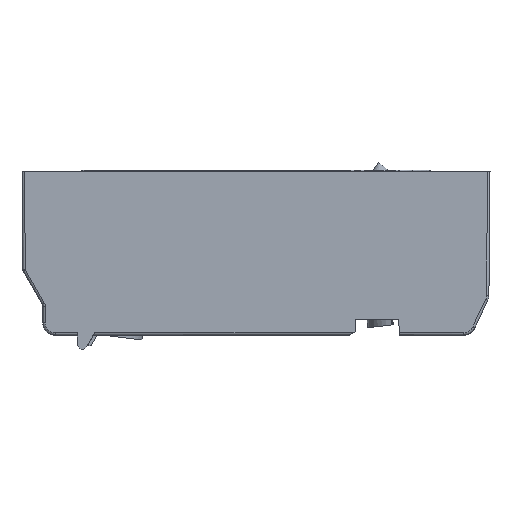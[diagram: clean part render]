
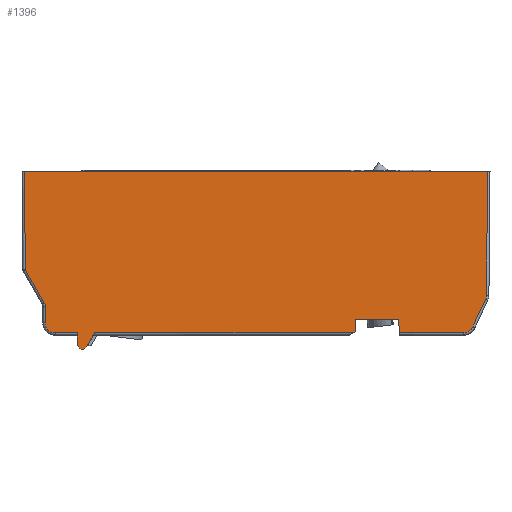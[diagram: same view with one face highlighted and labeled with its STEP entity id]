
A CAD part, left-side view. The second image highlights one B-rep face of the part: STEP entity #1396.
In plain terms, the highlighted planar face has unit normal (-1, 0, -0.009).
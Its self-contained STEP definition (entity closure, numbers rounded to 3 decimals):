
#486=PLANE('',#13884);
#1396=ADVANCED_FACE('',(#2222),#486,.T.);
#2222=FACE_OUTER_BOUND('',#2901,.T.);
#2901=EDGE_LOOP('',(#5654,#5655,#5656,#5657,#5658,#5659,#5660,#5661,#5662,
#5663,#5664,#5665,#5666,#5667,#5668,#5669,#5670,#5671,#5672,#5673,#5674,
#5675,#5676));
#3619=ELLIPSE('',#13664,0.8,0.8);
#3620=ELLIPSE('',#13668,0.8,0.8);
#3625=ELLIPSE('',#13678,0.1,0.1);
#3682=ELLIPSE('',#13882,0.5,0.5);
#3683=ELLIPSE('',#13883,0.8,0.8);
#5654=ORIENTED_EDGE('',*,*,#9668,.T.);
#5655=ORIENTED_EDGE('',*,*,#9670,.T.);
#5656=ORIENTED_EDGE('',*,*,#10144,.F.);
#5657=ORIENTED_EDGE('',*,*,#9679,.T.);
#5658=ORIENTED_EDGE('',*,*,#9681,.T.);
#5659=ORIENTED_EDGE('',*,*,#9684,.T.);
#5660=ORIENTED_EDGE('',*,*,#10145,.T.);
#5661=ORIENTED_EDGE('',*,*,#9688,.T.);
#5662=ORIENTED_EDGE('',*,*,#10146,.T.);
#5663=ORIENTED_EDGE('',*,*,#9448,.T.);
#5664=ORIENTED_EDGE('',*,*,#9848,.T.);
#5665=ORIENTED_EDGE('',*,*,#9824,.T.);
#5666=ORIENTED_EDGE('',*,*,#9828,.T.);
#5667=ORIENTED_EDGE('',*,*,#9831,.T.);
#5668=ORIENTED_EDGE('',*,*,#9853,.T.);
#5669=ORIENTED_EDGE('',*,*,#9675,.T.);
#5670=ORIENTED_EDGE('',*,*,#10147,.T.);
#5671=ORIENTED_EDGE('',*,*,#10148,.T.);
#5672=ORIENTED_EDGE('',*,*,#10149,.T.);
#5673=ORIENTED_EDGE('',*,*,#10150,.T.);
#5674=ORIENTED_EDGE('',*,*,#9660,.T.);
#5675=ORIENTED_EDGE('',*,*,#9663,.T.);
#5676=ORIENTED_EDGE('',*,*,#9666,.T.);
#7895=VERTEX_POINT('',#20369);
#7898=VERTEX_POINT('',#20374);
#8096=VERTEX_POINT('',#21231);
#8098=VERTEX_POINT('',#21235);
#8100=VERTEX_POINT('',#21241);
#8101=VERTEX_POINT('',#21257);
#8102=VERTEX_POINT('',#21261);
#8103=VERTEX_POINT('',#21276);
#8106=VERTEX_POINT('',#21283);
#8108=VERTEX_POINT('',#21287);
#8110=VERTEX_POINT('',#21292);
#8111=VERTEX_POINT('',#21295);
#8112=VERTEX_POINT('',#21299);
#8114=VERTEX_POINT('',#21316);
#8115=VERTEX_POINT('',#21320);
#8117=VERTEX_POINT('',#21324);
#8225=VERTEX_POINT('',#21600);
#8226=VERTEX_POINT('',#21601);
#8229=VERTEX_POINT('',#21609);
#8231=VERTEX_POINT('',#21615);
#8466=VERTEX_POINT('',#22496);
#8467=VERTEX_POINT('',#22498);
#8468=VERTEX_POINT('',#22500);
#9448=EDGE_CURVE('',#7895,#7898,#11159,.T.);
#9660=EDGE_CURVE('',#8096,#8098,#11265,.T.);
#9663=EDGE_CURVE('',#8098,#8100,#3619,.T.);
#9666=EDGE_CURVE('',#8100,#8101,#11267,.T.);
#9668=EDGE_CURVE('',#8101,#8102,#3620,.T.);
#9670=EDGE_CURVE('',#8102,#8103,#11268,.T.);
#9675=EDGE_CURVE('',#8106,#8108,#11271,.T.);
#9679=EDGE_CURVE('',#8110,#8111,#11273,.T.);
#9681=EDGE_CURVE('',#8111,#8112,#3625,.T.);
#9684=EDGE_CURVE('',#8112,#8114,#11275,.T.);
#9688=EDGE_CURVE('',#8115,#8117,#11277,.T.);
#9824=EDGE_CURVE('',#8225,#8226,#11382,.T.);
#9828=EDGE_CURVE('',#8226,#8229,#11386,.T.);
#9831=EDGE_CURVE('',#8229,#8231,#11389,.T.);
#9848=EDGE_CURVE('',#7898,#8225,#11406,.T.);
#9853=EDGE_CURVE('',#8231,#8106,#11411,.T.);
#10144=EDGE_CURVE('',#8110,#8103,#11609,.T.);
#10145=EDGE_CURVE('',#8114,#8115,#3682,.T.);
#10146=EDGE_CURVE('',#8117,#7895,#3683,.T.);
#10147=EDGE_CURVE('',#8108,#8466,#11610,.T.);
#10148=EDGE_CURVE('',#8466,#8467,#11611,.T.);
#10149=EDGE_CURVE('',#8467,#8468,#11612,.T.);
#10150=EDGE_CURVE('',#8468,#8096,#11613,.T.);
#11159=LINE('',#20375,#12261);
#11265=LINE('',#21236,#12367);
#11267=LINE('',#21258,#12369);
#11268=LINE('',#21278,#12370);
#11271=LINE('',#21288,#12373);
#11273=LINE('',#21296,#12375);
#11275=LINE('',#21317,#12377);
#11277=LINE('',#21325,#12379);
#11382=LINE('',#21599,#12484);
#11386=LINE('',#21608,#12488);
#11389=LINE('',#21614,#12491);
#11406=LINE('',#21648,#12508);
#11411=LINE('',#21657,#12513);
#11609=LINE('',#22492,#12711);
#11610=LINE('',#22495,#12712);
#11611=LINE('',#22497,#12713);
#11612=LINE('',#22499,#12714);
#11613=LINE('',#22501,#12715);
#12261=VECTOR('',#15448,1.);
#12367=VECTOR('',#15782,1.);
#12369=VECTOR('',#15794,1.);
#12370=VECTOR('',#15803,1.);
#12373=VECTOR('',#15812,1.);
#12375=VECTOR('',#15820,1.);
#12377=VECTOR('',#15830,1.);
#12379=VECTOR('',#15838,1.);
#12484=VECTOR('',#16043,1.);
#12488=VECTOR('',#16049,1.);
#12491=VECTOR('',#16054,1.);
#12508=VECTOR('',#16085,1.);
#12513=VECTOR('',#16094,1.);
#12711=VECTOR('',#16568,1.);
#12712=VECTOR('',#16573,1.);
#12713=VECTOR('',#16574,1.);
#12714=VECTOR('',#16575,1.);
#12715=VECTOR('',#16576,1.);
#13664=AXIS2_PLACEMENT_3D('',#21242,#15789,#15790);
#13668=AXIS2_PLACEMENT_3D('',#21262,#15799,#15800);
#13678=AXIS2_PLACEMENT_3D('',#21300,#15825,#15826);
#13882=AXIS2_PLACEMENT_3D('',#22493,#16569,#16570);
#13883=AXIS2_PLACEMENT_3D('',#22494,#16571,#16572);
#13884=AXIS2_PLACEMENT_3D('',#22502,#16577,#16578);
#15448=DIRECTION('',(0.,-1.,0.));
#15782=DIRECTION('',(0.,-1.,0.));
#15789=DIRECTION('',(-1.,0.,-0.009));
#15790=DIRECTION('',(0.009,0.,-1.));
#15794=DIRECTION('',(-0.008,-0.423,0.906));
#15799=DIRECTION('',(-1.,0.,-0.009));
#15800=DIRECTION('',(-0.009,0.,1.));
#15803=DIRECTION('',(-0.009,-0.009,1.));
#15812=DIRECTION('',(0.,-1.,0.));
#15820=DIRECTION('',(0.009,-0.009,-1.));
#15825=DIRECTION('',(-1.,0.,-0.009));
#15826=DIRECTION('',(0.009,0.,-1.));
#15830=DIRECTION('',(0.008,-0.5,-0.866));
#15838=DIRECTION('',(0.009,0.,-1.));
#16043=DIRECTION('',(0.006,-0.707,-0.707));
#16049=DIRECTION('',(0.,-1.,0.));
#16054=DIRECTION('',(-0.006,-0.707,0.707));
#16085=DIRECTION('',(0.009,0.,-1.));
#16094=DIRECTION('',(-0.008,-0.5,0.866));
#16568=DIRECTION('',(0.,-1.,0.));
#16569=DIRECTION('',(1.,0.,0.009));
#16570=DIRECTION('',(0.009,0.,-1.));
#16571=DIRECTION('',(-1.,0.,-0.009));
#16572=DIRECTION('',(-0.009,0.,1.));
#16573=DIRECTION('',(-0.004,-0.866,0.5));
#16574=DIRECTION('',(-0.009,-0.052,0.999));
#16575=DIRECTION('',(0.,-1.,0.));
#16576=DIRECTION('',(0.009,-0.052,-0.999));
#16577=DIRECTION('',(-1.,0.,-0.009));
#16578=DIRECTION('',(-0.009,0.,1.));
#20369=CARTESIAN_POINT('',(-14.836,16.3,0.198));
#20374=CARTESIAN_POINT('',(-14.836,14.5,0.198));
#20375=CARTESIAN_POINT('',(-14.836,19.,0.198));
#21231=CARTESIAN_POINT('',(-14.836,-11.642,0.198));
#21235=CARTESIAN_POINT('',(-14.836,-16.863,0.198));
#21236=CARTESIAN_POINT('',(-14.836,19.,0.198));
#21241=CARTESIAN_POINT('',(-14.84,-17.588,0.66));
#21242=CARTESIAN_POINT('',(-14.843,-16.863,0.998));
#21257=CARTESIAN_POINT('',(-14.859,-18.637,2.91));
#21258=CARTESIAN_POINT('',(-14.808,-15.895,-2.971));
#21261=CARTESIAN_POINT('',(-14.862,-18.712,3.242));
#21262=CARTESIAN_POINT('',(-14.862,-17.912,3.249));
#21276=CARTESIAN_POINT('',(-14.95,-18.8,13.3));
#21278=CARTESIAN_POINT('',(-14.947,-18.797,12.97));
#21283=CARTESIAN_POINT('',(-14.836,13.086,0.198));
#21287=CARTESIAN_POINT('',(-14.836,-7.887,0.198));
#21288=CARTESIAN_POINT('',(-14.836,19.,0.198));
#21292=CARTESIAN_POINT('',(-14.95,18.8,13.3));
#21295=CARTESIAN_POINT('',(-14.881,18.731,5.338));
#21296=CARTESIAN_POINT('',(-14.95,18.8,13.302));
#21299=CARTESIAN_POINT('',(-14.88,18.717,5.288));
#21300=CARTESIAN_POINT('',(-14.881,18.631,5.338));
#21316=CARTESIAN_POINT('',(-14.857,17.167,2.604));
#21317=CARTESIAN_POINT('',(-14.934,22.257,11.42));
#21320=CARTESIAN_POINT('',(-14.854,17.1,2.354));
#21324=CARTESIAN_POINT('',(-14.843,17.1,0.998));
#21325=CARTESIAN_POINT('',(-14.95,17.1,13.3));
#21599=CARTESIAN_POINT('',(-14.826,14.494,-0.856));
#21600=CARTESIAN_POINT('',(-14.827,14.5,-0.85));
#21601=CARTESIAN_POINT('',(-14.824,14.2,-1.15));
#21608=CARTESIAN_POINT('',(-14.824,14.2,-1.15));
#21609=CARTESIAN_POINT('',(-14.824,13.991,-1.15));
#21614=CARTESIAN_POINT('',(-14.824,13.997,-1.156));
#21615=CARTESIAN_POINT('',(-14.827,13.691,-0.85));
#21648=CARTESIAN_POINT('',(-14.834,14.5,-0.013));
#21657=CARTESIAN_POINT('',(-14.826,13.696,-0.86));
#22492=CARTESIAN_POINT('',(-14.95,19.,13.3));
#22493=CARTESIAN_POINT('',(-14.854,17.6,2.354));
#22494=CARTESIAN_POINT('',(-14.843,16.3,0.998));
#22495=CARTESIAN_POINT('',(-14.763,6.604,-8.168));
#22496=CARTESIAN_POINT('',(-14.837,-8.063,0.3));
#22497=CARTESIAN_POINT('',(-14.937,-8.669,11.85));
#22498=CARTESIAN_POINT('',(-14.845,-8.116,1.3));
#22499=CARTESIAN_POINT('',(-14.845,19.,1.3));
#22500=CARTESIAN_POINT('',(-14.845,-11.584,1.3));
#22501=CARTESIAN_POINT('',(-14.964,-10.873,14.865));
#22502=CARTESIAN_POINT('',(-14.95,19.,13.3));
